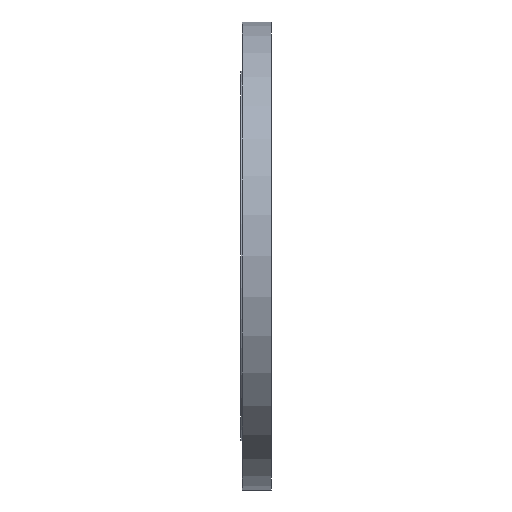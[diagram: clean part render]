
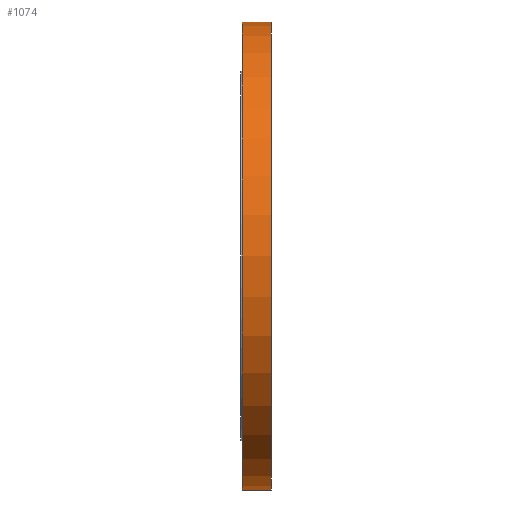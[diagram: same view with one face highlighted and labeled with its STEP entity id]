
A CAD part, left-side view. The second image highlights one B-rep face of the part: STEP entity #1074.
In plain terms, the highlighted cylindrical face has radius 241.3 mm (diameter 482.6 mm), a partial arc.
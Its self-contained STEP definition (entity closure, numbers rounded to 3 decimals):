
#12 = VERTEX_POINT ( 'NONE', #841 ) ;
#72 = DIRECTION ( 'NONE',  ( 0., -1., 0. ) ) ;
#173 = ORIENTED_EDGE ( 'NONE', *, *, #832, .T. ) ;
#178 = EDGE_CURVE ( 'NONE', #1051, #439, #754, .T. ) ;
#223 = CARTESIAN_POINT ( 'NONE',  ( 0., 0., 241.3 ) ) ;
#248 = ORIENTED_EDGE ( 'NONE', *, *, #706, .F. ) ;
#326 = CARTESIAN_POINT ( 'NONE',  ( 0., 30.2, 0. ) ) ;
#349 = AXIS2_PLACEMENT_3D ( 'NONE', #849, #934, #1041 ) ;
#373 = LINE ( 'NONE', #547, #750 ) ;
#424 = LINE ( 'NONE', #956, #1012 ) ;
#439 = VERTEX_POINT ( 'NONE', #223 ) ;
#487 = EDGE_CURVE ( 'NONE', #799, #12, #811, .T. ) ;
#491 = DIRECTION ( 'NONE',  ( 0., -1., 0. ) ) ;
#499 = DIRECTION ( 'NONE',  ( 0., 1., 0. ) ) ;
#542 = EDGE_LOOP ( 'NONE', ( #248, #796, #173, #604 ) ) ;
#547 = CARTESIAN_POINT ( 'NONE',  ( 0., 30.2, -241.3 ) ) ;
#604 = ORIENTED_EDGE ( 'NONE', *, *, #178, .T. ) ;
#675 = AXIS2_PLACEMENT_3D ( 'NONE', #326, #491, #936 ) ;
#692 = DIRECTION ( 'NONE',  ( 0., -1., 0. ) ) ;
#706 = EDGE_CURVE ( 'NONE', #12, #439, #424, .T. ) ;
#731 = AXIS2_PLACEMENT_3D ( 'NONE', #1115, #499, #758 ) ;
#750 = VECTOR ( 'NONE', #692, 1000. ) ;
#754 = CIRCLE ( 'NONE', #349, 241.3 ) ;
#758 = DIRECTION ( 'NONE',  ( 0., 0., 1. ) ) ;
#796 = ORIENTED_EDGE ( 'NONE', *, *, #487, .F. ) ;
#799 = VERTEX_POINT ( 'NONE', #958 ) ;
#811 = CIRCLE ( 'NONE', #731, 241.3 ) ;
#832 = EDGE_CURVE ( 'NONE', #799, #1051, #373, .T. ) ;
#839 = CYLINDRICAL_SURFACE ( 'NONE', #675, 241.3 ) ;
#841 = CARTESIAN_POINT ( 'NONE',  ( 0., 30.2, 241.3 ) ) ;
#849 = CARTESIAN_POINT ( 'NONE',  ( 0., 0., 0. ) ) ;
#934 = DIRECTION ( 'NONE',  ( 0., 1., 0. ) ) ;
#936 = DIRECTION ( 'NONE',  ( 0., 0., -1. ) ) ;
#956 = CARTESIAN_POINT ( 'NONE',  ( 0., 30.2, 241.3 ) ) ;
#958 = CARTESIAN_POINT ( 'NONE',  ( 0., 30.2, -241.3 ) ) ;
#1012 = VECTOR ( 'NONE', #72, 1000. ) ;
#1019 = FACE_OUTER_BOUND ( 'NONE', #542, .T. ) ;
#1041 = DIRECTION ( 'NONE',  ( 0., 0., 1. ) ) ;
#1051 = VERTEX_POINT ( 'NONE', #1114 ) ;
#1074 = ADVANCED_FACE ( 'NONE', ( #1019 ), #839, .T. ) ;
#1114 = CARTESIAN_POINT ( 'NONE',  ( 0., 0., -241.3 ) ) ;
#1115 = CARTESIAN_POINT ( 'NONE',  ( 0., 30.2, 0. ) ) ;
